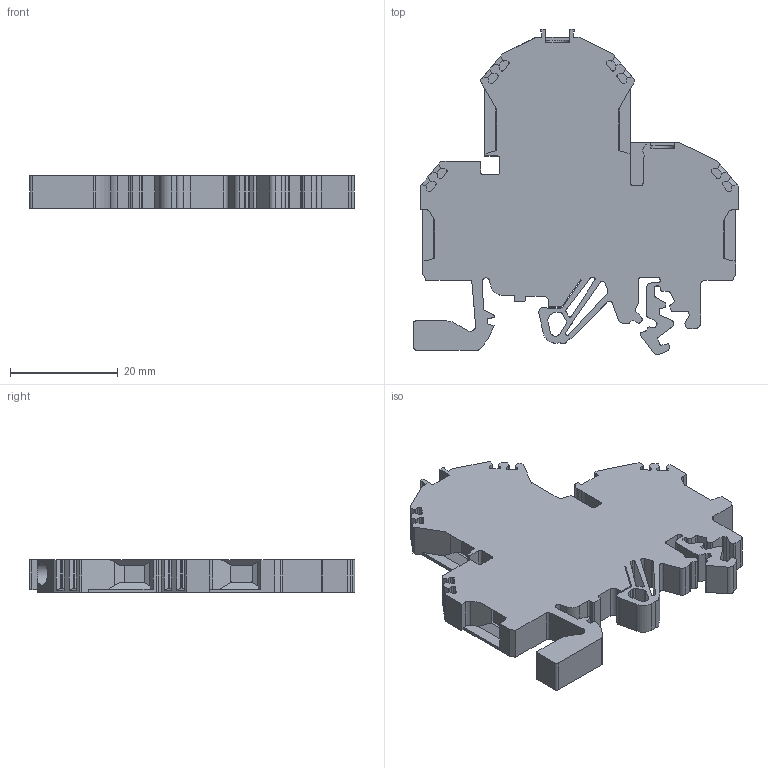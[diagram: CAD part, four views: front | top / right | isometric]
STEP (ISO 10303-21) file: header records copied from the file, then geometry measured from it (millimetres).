
FILE_DESCRIPTION(/* description */ (''),/* implementation_level */ '2;1');
FILE_NAME(/* name */ '1020_RKD4_iso.stp',/* time_stamp */ '2011-07-27T12:18:50+02:00',/* author */ (''),/* organization */ (''),/* preprocessor_version */ 'ST-DEVELOPER v11',/* originating_system */ 'SIEMENS UGS NX 6.0',/* authorisation */ '');
FILE_SCHEMA (('CONFIG_CONTROL_DESIGN'));
Length unit declared in the file: millimetre
Products named in the file (1): 1020_RKD4_iso
Bounding box: 60.19 x 60.35 x 6.09 mm (x, y, z)
Volume: 12243.1 mm3; surface area: 7419.4 mm2
Topology: 1 solids, 1 shells, 399 faces, 1182 edges, 787 vertices
Faces by surface type: plane 278, cylinder 118, extrusion 3
Full cylindrical faces by diameter (mm): 4.2 x2
Entity records: 13513 total; most frequent: CARTESIAN_POINT 2489, ORIENTED_EDGE 2360, DIRECTION 2227, EDGE_CURVE 1180, VECTOR 923, LINE 920, VERTEX_POINT 789, AXIS2_PLACEMENT_3D 652
